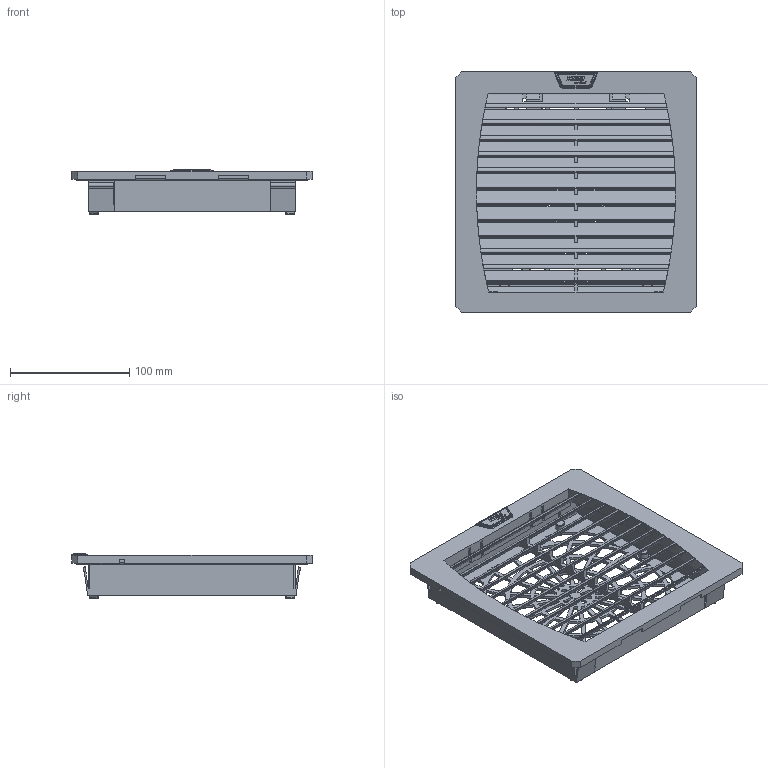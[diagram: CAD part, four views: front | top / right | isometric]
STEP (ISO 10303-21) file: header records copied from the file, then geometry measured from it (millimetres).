
FILE_DESCRIPTION(/* description */ (''),/* implementation_level */ '2;1');
FILE_NAME(/* name */ 'MF-177.Пр.stp',/* time_stamp */ '2023-12-22T15:47:32+03:00',/* author */ ('Василий'),/* organization */ (''),/* preprocessor_version */ 'ST-DEVELOPER v18.1',/* originating_system */ 'Autodesk Inventor 2022',/* authorisation */ '');
FILE_SCHEMA (('AUTOMOTIVE_DESIGN { 1 0 10303 214 3 1 1 }'));
Products named in the file (1): MF-177.Пр
Bounding box: 202 x 202 x 37.62 mm (x, y, z)
Volume: 225268.8 mm3; surface area: 252824.1 mm2
Topology: 1 solids, 1 shells, 1648 faces, 4605 edges, 2946 vertices
Faces by surface type: plane 641, cylinder 485, bspline 269, torus 226, sphere 16, cone 11
Full cylindrical faces by diameter (mm): 2.5 x6, 3 x11, 3.4 x2, 8 x6
Entity records: 66216 total; most frequent: CARTESIAN_POINT 22984, ORIENTED_EDGE 9212, DIRECTION 7942, EDGE_CURVE 4606, VERTEX_POINT 2946, AXIS2_PLACEMENT_3D 2767, LINE 2408, VECTOR 2408
